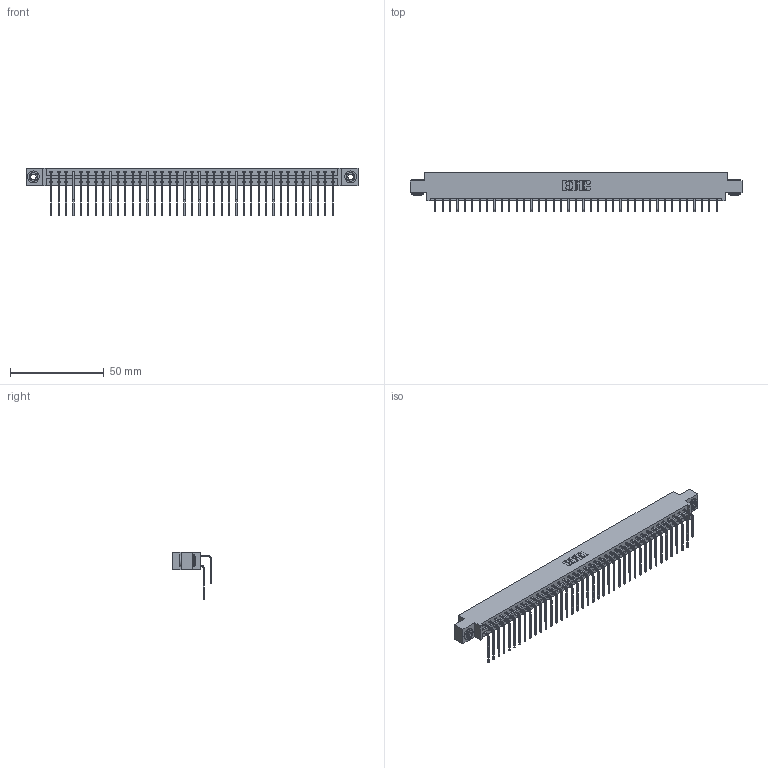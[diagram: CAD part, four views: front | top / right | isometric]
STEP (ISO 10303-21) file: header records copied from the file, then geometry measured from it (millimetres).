
FILE_DESCRIPTION (( 'STEP AP203' ), '1' );
FILE_NAME ('387-078-559-803.STEP', '2018-09-23T17:48:17', ( '' ), ( '' ), 'SwSTEP 2.0', 'SolidWorks 2016', '' );
FILE_SCHEMA (( 'CONFIG_CONTROL_DESIGN' ));
Length unit declared in the file: inch
Products named in the file (5): 337 Part_0.170 Offset - 0.156 Dia-TH; 345-292-001_558 559 Tail - 1; 345-292-001_559 Tail - 2; 345-250-002_345-250-002-102; 387-078-559-803
Assembly tree (81 placements, depth 2):
  387-078-559-803
    337 Part_0.170 Offset - 0.156 Dia-TH
    345-292-001_558 559 Tail - 1  x39
    345-292-001_559 Tail - 2  x39
    345-250-002_345-250-002-102  x2
Bounding box: 177.55 x 20.9 x 25.53 mm (x, y, z)
Volume: 19023.1 mm3; surface area: 24068.1 mm2
Topology: 81 solids, 81 shells, 4524 faces, 13425 edges, 8842 vertices
Faces by surface type: plane 3204, cylinder 1312, cone 8
Entity records: 33192 total; most frequent: CARTESIAN_POINT 5616, ORIENTED_EDGE 5494, DIRECTION 4797, EDGE_CURVE 2747, VECTOR 2555, LINE 2555, VERTEX_POINT 1826, AXIS2_PLACEMENT_3D 1121
